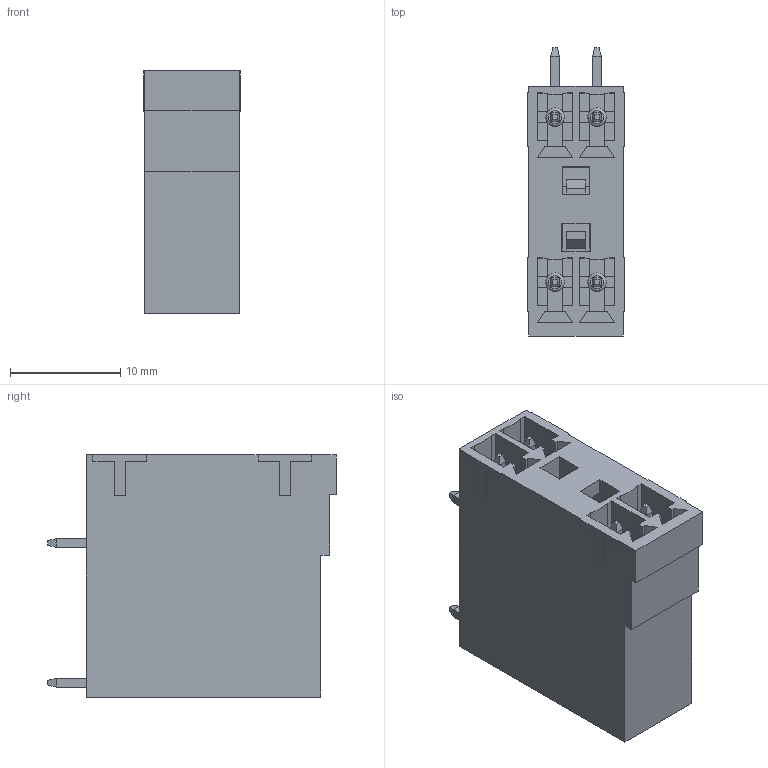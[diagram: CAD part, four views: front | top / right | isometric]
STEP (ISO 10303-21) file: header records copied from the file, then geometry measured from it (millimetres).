
FILE_DESCRIPTION(/* description */ ('Unknown'),/* implementation_level */ '2;1');
FILE_NAME(/* name */ '691327310004',/* time_stamp */ '2023-08-23T16:20:33+02:00',/* author */ ('Unknown'),/* organization */ ('Unknown'),/* preprocessor_version */ 'ST-DEVELOPER v18.102',/* originating_system */ 'Solid Edge',/* authorisation */ 'Unknown');
FILE_SCHEMA (('AUTOMOTIVE_DESIGN {1 0 10303 214 3 1 1}'));
Length unit declared in the file: millimetre
Products named in the file (5): 6913273100xx; 691327310004; 6913273100xx_PIN; 6913273100xx_PIN_LONGUE; 691327310004_CAPOT
Assembly tree (6 placements, depth 2):
  6913273100xx
    691327310004
    6913273100xx_PIN  x2
    6913273100xx_PIN_LONGUE  x2
    691327310004_CAPOT
Bounding box: 8.81 x 26.2 x 22 mm (x, y, z)
Volume: 1911.4 mm3; surface area: 4889.5 mm2
Topology: 6 solids, 6 shells, 396 faces, 1070 edges, 686 vertices
Faces by surface type: plane 380, cylinder 12, torus 4
Full cylindrical faces by diameter (mm): 1.68 x4
Entity records: 11324 total; most frequent: CARTESIAN_POINT 1991, ORIENTED_EDGE 1968, DIRECTION 1766, EDGE_CURVE 984, LINE 940, VECTOR 940, VERTEX_POINT 638, AXIS2_PLACEMENT_3D 413
